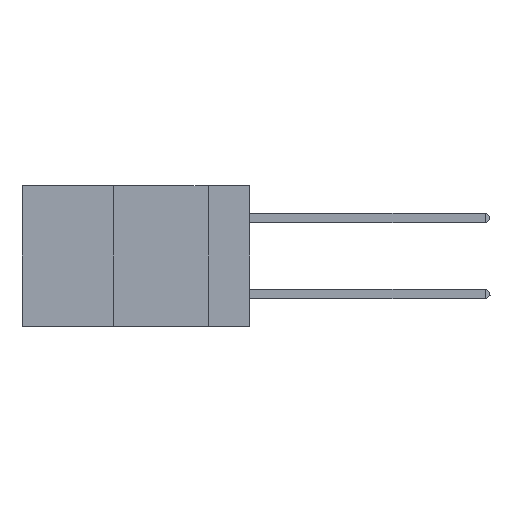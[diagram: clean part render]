
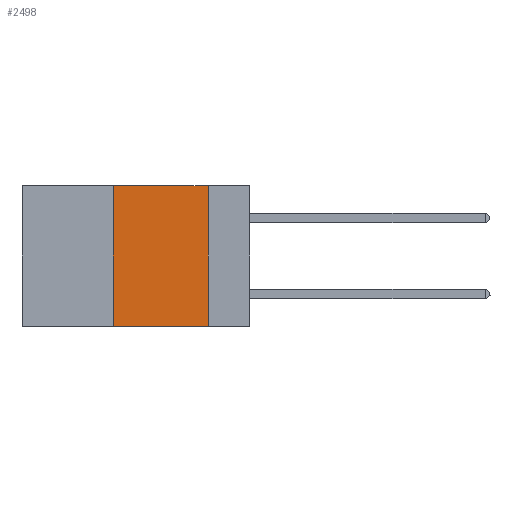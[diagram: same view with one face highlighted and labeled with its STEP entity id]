
A CAD part, left-side view. The second image highlights one B-rep face of the part: STEP entity #2498.
In plain terms, the highlighted planar face has unit normal (-1, 0, 0).
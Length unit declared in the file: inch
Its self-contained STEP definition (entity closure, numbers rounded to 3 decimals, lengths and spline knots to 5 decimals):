
#621 = LINE ( 'NONE', #1557, #12917 ) ;
#671 = CARTESIAN_POINT ( 'NONE',  ( 0., 0.11, -0.37 ) ) ;
#849 = LINE ( 'NONE', #11072, #6065 ) ;
#1129 = VERTEX_POINT ( 'NONE', #5661 ) ;
#1143 = EDGE_CURVE ( 'NONE', #1129, #7483, #621, .T. ) ;
#1557 = CARTESIAN_POINT ( 'NONE',  ( 0., 0.11, 0. ) ) ;
#1735 = DIRECTION ( 'NONE',  ( 0., 0., -1. ) ) ;
#1997 = DIRECTION ( 'NONE',  ( 0., -1., 0. ) ) ;
#2378 = CARTESIAN_POINT ( 'NONE',  ( 0., 0.6, 0. ) ) ;
#2424 = DIRECTION ( 'NONE',  ( 0., -1., 0. ) ) ;
#2498 = ADVANCED_FACE ( 'NONE', ( #11257 ), #6337, .F. ) ;
#2801 = CARTESIAN_POINT ( 'NONE',  ( 0., 0.6, 0. ) ) ;
#3383 = CARTESIAN_POINT ( 'NONE',  ( 0., 0.36, -0.37 ) ) ;
#3620 = ORIENTED_EDGE ( 'NONE', *, *, #1143, .F. ) ;
#4293 = AXIS2_PLACEMENT_3D ( 'NONE', #2801, #5495, #12397 ) ;
#4989 = EDGE_LOOP ( 'NONE', ( #3620, #11013, #11201, #7486 ) ) ;
#5495 = DIRECTION ( 'NONE',  ( 1., 0., 0. ) ) ;
#5661 = CARTESIAN_POINT ( 'NONE',  ( 0., 0.11, 0. ) ) ;
#6065 = VECTOR ( 'NONE', #11951, 39.37008 ) ;
#6262 = EDGE_CURVE ( 'NONE', #10261, #7483, #11480, .T. ) ;
#6337 = PLANE ( 'NONE',  #4293 ) ;
#6931 = EDGE_CURVE ( 'NONE', #10261, #11036, #849, .T. ) ;
#7224 = EDGE_CURVE ( 'NONE', #11036, #1129, #7955, .T. ) ;
#7483 = VERTEX_POINT ( 'NONE', #671 ) ;
#7486 = ORIENTED_EDGE ( 'NONE', *, *, #6262, .T. ) ;
#7545 = CARTESIAN_POINT ( 'NONE',  ( 0., 0.36, 0. ) ) ;
#7955 = LINE ( 'NONE', #2378, #10604 ) ;
#8945 = VECTOR ( 'NONE', #1997, 39.37008 ) ;
#10072 = CARTESIAN_POINT ( 'NONE',  ( 0., 0.6, -0.37 ) ) ;
#10261 = VERTEX_POINT ( 'NONE', #3383 ) ;
#10604 = VECTOR ( 'NONE', #2424, 39.37008 ) ;
#11013 = ORIENTED_EDGE ( 'NONE', *, *, #7224, .F. ) ;
#11036 = VERTEX_POINT ( 'NONE', #7545 ) ;
#11072 = CARTESIAN_POINT ( 'NONE',  ( 0., 0.36, 0. ) ) ;
#11201 = ORIENTED_EDGE ( 'NONE', *, *, #6931, .F. ) ;
#11257 = FACE_OUTER_BOUND ( 'NONE', #4989, .T. ) ;
#11480 = LINE ( 'NONE', #10072, #8945 ) ;
#11951 = DIRECTION ( 'NONE',  ( 0., 0., 1. ) ) ;
#12397 = DIRECTION ( 'NONE',  ( 0., 0., -1. ) ) ;
#12917 = VECTOR ( 'NONE', #1735, 39.37008 ) ;
